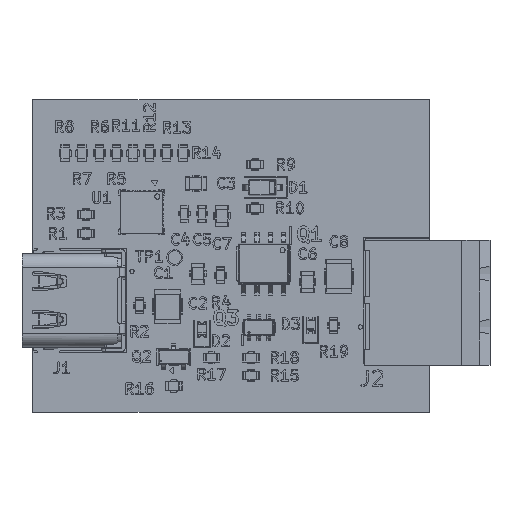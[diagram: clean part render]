
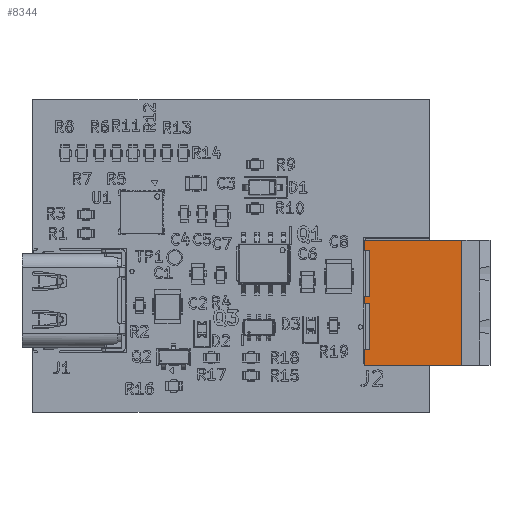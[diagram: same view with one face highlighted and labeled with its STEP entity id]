
A CAD part, top view. The second image highlights one B-rep face of the part: STEP entity #8344.
In plain terms, the highlighted face is planar.
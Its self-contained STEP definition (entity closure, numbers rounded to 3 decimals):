
#7028 = VERTEX_POINT('',#7029);
#7029 = CARTESIAN_POINT('',(-5.99,3.75,-12.));
#7035 = EDGE_CURVE('',#7028,#7036,#7038,.T.);
#7036 = VERTEX_POINT('',#7037);
#7037 = CARTESIAN_POINT('',(-5.99,3.75,-2.7));
#7038 = LINE('',#7039,#7040);
#7039 = CARTESIAN_POINT('',(-5.99,3.75,-12.));
#7040 = VECTOR('',#7041,1.);
#7041 = DIRECTION('',(0.,0.,1.));
#8325 = EDGE_CURVE('',#7036,#8326,#8328,.T.);
#8326 = VERTEX_POINT('',#8327);
#8327 = CARTESIAN_POINT('',(5.99,3.75,-2.7));
#8328 = LINE('',#8329,#8330);
#8329 = CARTESIAN_POINT('',(-5.99,3.75,-2.7));
#8330 = VECTOR('',#8331,1.);
#8331 = DIRECTION('',(1.,0.,0.));
#8344 = ADVANCED_FACE('',(#8345),#8427,.T.);
#8345 = FACE_BOUND('',#8346,.F.);
#8346 = EDGE_LOOP('',(#8347,#8357,#8365,#8373,#8381,#8387,#8388,#8389,
    #8397,#8405,#8413,#8421));
#8347 = ORIENTED_EDGE('',*,*,#8348,.T.);
#8348 = EDGE_CURVE('',#8349,#8351,#8353,.T.);
#8349 = VERTEX_POINT('',#8350);
#8350 = CARTESIAN_POINT('',(0.59,3.75,-12.));
#8351 = VERTEX_POINT('',#8352);
#8352 = CARTESIAN_POINT('',(0.59,3.75,-11.5));
#8353 = LINE('',#8354,#8355);
#8354 = CARTESIAN_POINT('',(0.59,3.75,-12.));
#8355 = VECTOR('',#8356,1.);
#8356 = DIRECTION('',(0.,0.,1.));
#8357 = ORIENTED_EDGE('',*,*,#8358,.T.);
#8358 = EDGE_CURVE('',#8351,#8359,#8361,.T.);
#8359 = VERTEX_POINT('',#8360);
#8360 = CARTESIAN_POINT('',(4.99,3.75,-11.5));
#8361 = LINE('',#8362,#8363);
#8362 = CARTESIAN_POINT('',(0.59,3.75,-11.5));
#8363 = VECTOR('',#8364,1.);
#8364 = DIRECTION('',(1.,0.,0.));
#8365 = ORIENTED_EDGE('',*,*,#8366,.F.);
#8366 = EDGE_CURVE('',#8367,#8359,#8369,.T.);
#8367 = VERTEX_POINT('',#8368);
#8368 = CARTESIAN_POINT('',(4.99,3.75,-12.));
#8369 = LINE('',#8370,#8371);
#8370 = CARTESIAN_POINT('',(4.99,3.75,-12.));
#8371 = VECTOR('',#8372,1.);
#8372 = DIRECTION('',(0.,0.,1.));
#8373 = ORIENTED_EDGE('',*,*,#8374,.T.);
#8374 = EDGE_CURVE('',#8367,#8375,#8377,.T.);
#8375 = VERTEX_POINT('',#8376);
#8376 = CARTESIAN_POINT('',(5.99,3.75,-12.));
#8377 = LINE('',#8378,#8379);
#8378 = CARTESIAN_POINT('',(4.99,3.75,-12.));
#8379 = VECTOR('',#8380,1.);
#8380 = DIRECTION('',(1.,0.,0.));
#8381 = ORIENTED_EDGE('',*,*,#8382,.T.);
#8382 = EDGE_CURVE('',#8375,#8326,#8383,.T.);
#8383 = LINE('',#8384,#8385);
#8384 = CARTESIAN_POINT('',(5.99,3.75,-12.));
#8385 = VECTOR('',#8386,1.);
#8386 = DIRECTION('',(0.,0.,1.));
#8387 = ORIENTED_EDGE('',*,*,#8325,.F.);
#8388 = ORIENTED_EDGE('',*,*,#7035,.F.);
#8389 = ORIENTED_EDGE('',*,*,#8390,.T.);
#8390 = EDGE_CURVE('',#7028,#8391,#8393,.T.);
#8391 = VERTEX_POINT('',#8392);
#8392 = CARTESIAN_POINT('',(-4.49,3.75,-12.));
#8393 = LINE('',#8394,#8395);
#8394 = CARTESIAN_POINT('',(-5.99,3.75,-12.));
#8395 = VECTOR('',#8396,1.);
#8396 = DIRECTION('',(1.,0.,0.));
#8397 = ORIENTED_EDGE('',*,*,#8398,.T.);
#8398 = EDGE_CURVE('',#8391,#8399,#8401,.T.);
#8399 = VERTEX_POINT('',#8400);
#8400 = CARTESIAN_POINT('',(-4.49,3.75,-11.5));
#8401 = LINE('',#8402,#8403);
#8402 = CARTESIAN_POINT('',(-4.49,3.75,-12.));
#8403 = VECTOR('',#8404,1.);
#8404 = DIRECTION('',(0.,0.,1.));
#8405 = ORIENTED_EDGE('',*,*,#8406,.T.);
#8406 = EDGE_CURVE('',#8399,#8407,#8409,.T.);
#8407 = VERTEX_POINT('',#8408);
#8408 = CARTESIAN_POINT('',(-0.09,3.75,-11.5));
#8409 = LINE('',#8410,#8411);
#8410 = CARTESIAN_POINT('',(-4.49,3.75,-11.5));
#8411 = VECTOR('',#8412,1.);
#8412 = DIRECTION('',(1.,0.,0.));
#8413 = ORIENTED_EDGE('',*,*,#8414,.F.);
#8414 = EDGE_CURVE('',#8415,#8407,#8417,.T.);
#8415 = VERTEX_POINT('',#8416);
#8416 = CARTESIAN_POINT('',(-0.09,3.75,-12.));
#8417 = LINE('',#8418,#8419);
#8418 = CARTESIAN_POINT('',(-0.09,3.75,-12.));
#8419 = VECTOR('',#8420,1.);
#8420 = DIRECTION('',(0.,0.,1.));
#8421 = ORIENTED_EDGE('',*,*,#8422,.T.);
#8422 = EDGE_CURVE('',#8415,#8349,#8423,.T.);
#8423 = LINE('',#8424,#8425);
#8424 = CARTESIAN_POINT('',(-0.09,3.75,-12.));
#8425 = VECTOR('',#8426,1.);
#8426 = DIRECTION('',(1.,0.,0.));
#8427 = PLANE('',#8428);
#8428 = AXIS2_PLACEMENT_3D('',#8429,#8430,#8431);
#8429 = CARTESIAN_POINT('',(-5.99,3.75,-12.));
#8430 = DIRECTION('',(0.,1.,0.));
#8431 = DIRECTION('',(0.,-0.,1.));
